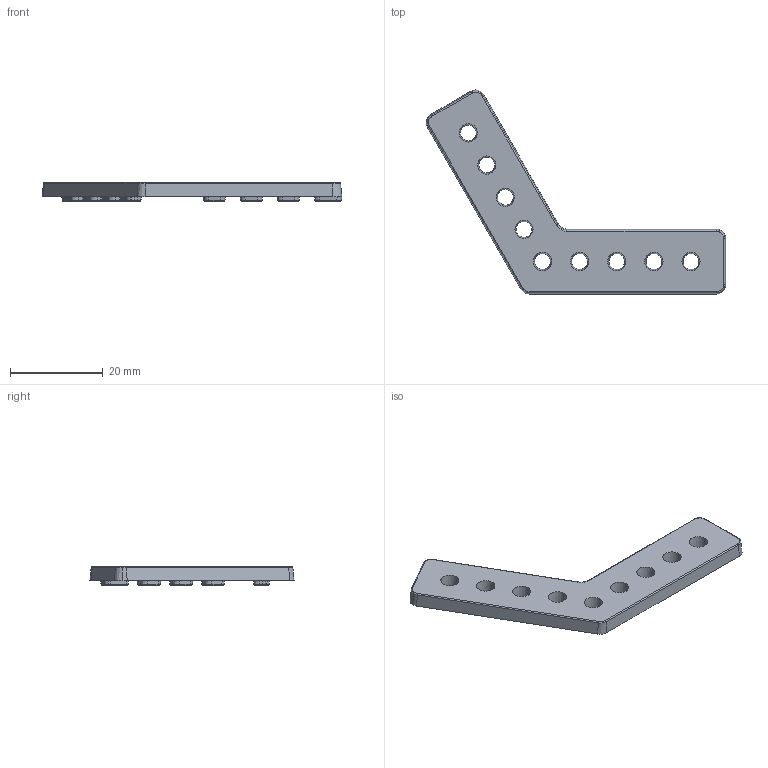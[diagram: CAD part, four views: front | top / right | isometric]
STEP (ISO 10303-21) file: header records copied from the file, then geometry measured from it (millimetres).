
FILE_DESCRIPTION (( 'STEP AP203' ), '1' );
FILE_NAME ('REV-41-1311_Default.step', '2016-09-04T21:37:52', ( '' ), ( '' ), 'SwSTEP 2.0', 'SolidWorks 2015', '' );
FILE_SCHEMA (( 'CONFIG_CONTROL_DESIGN' ));
Length unit declared in the file: inch
Products named in the file (1): REV-41-1311_Default
Bounding box: 64.58 x 43.98 x 4 mm (x, y, z)
Volume: 3071.5 mm3; surface area: 2906.1 mm2
Topology: 1 solids, 1 shells, 198 faces, 495 edges, 291 vertices
Faces by surface type: bspline 86, cone 42, plane 36, cylinder 34
Entity records: 8353 total; most frequent: CARTESIAN_POINT 4268, ORIENTED_EDGE 990, DIRECTION 608, EDGE_CURVE 495, VERTEX_POINT 291, AXIS2_PLACEMENT_3D 226, EDGE_LOOP 208, FACE_OUTER_BOUND 198
